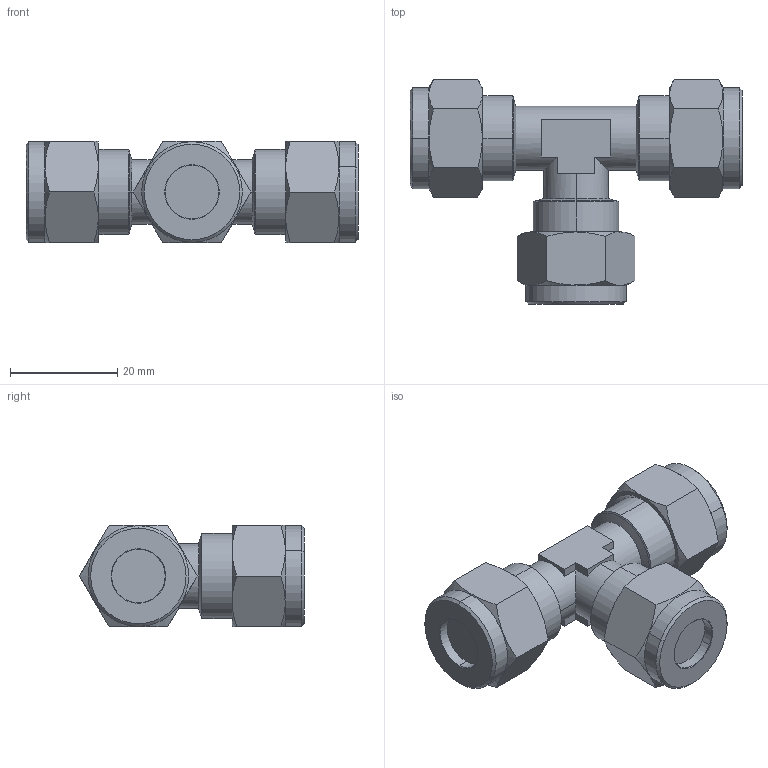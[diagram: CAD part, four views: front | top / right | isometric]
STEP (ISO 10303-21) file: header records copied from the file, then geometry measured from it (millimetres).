
FILE_DESCRIPTION (( 'STEP AP214' ), '1' );
FILE_NAME ('1020000004.step', '2013-02-25T17:11:15', ( '' ), ( '' ), 'SwSTEP 2.0', 'SolidWorks 2012', '' );
FILE_SCHEMA (( 'AUTOMOTIVE_DESIGN' ));
Length unit declared in the file: millimetre
Products named in the file (1): 1020000004
Bounding box: 62 x 41.97 x 19 mm (x, y, z)
Volume: 18767.6 mm3; surface area: 6299.1 mm2
Topology: 1 solids, 1 shells, 121 faces, 283 edges, 170 vertices
Faces by surface type: cone 48, plane 45, cylinder 22, torus 6
Entity records: 3749 total; most frequent: CARTESIAN_POINT 1007, DIRECTION 569, ORIENTED_EDGE 566, EDGE_CURVE 283, AXIS2_PLACEMENT_3D 228, VERTEX_POINT 170, EDGE_LOOP 127, FACE_OUTER_BOUND 121
